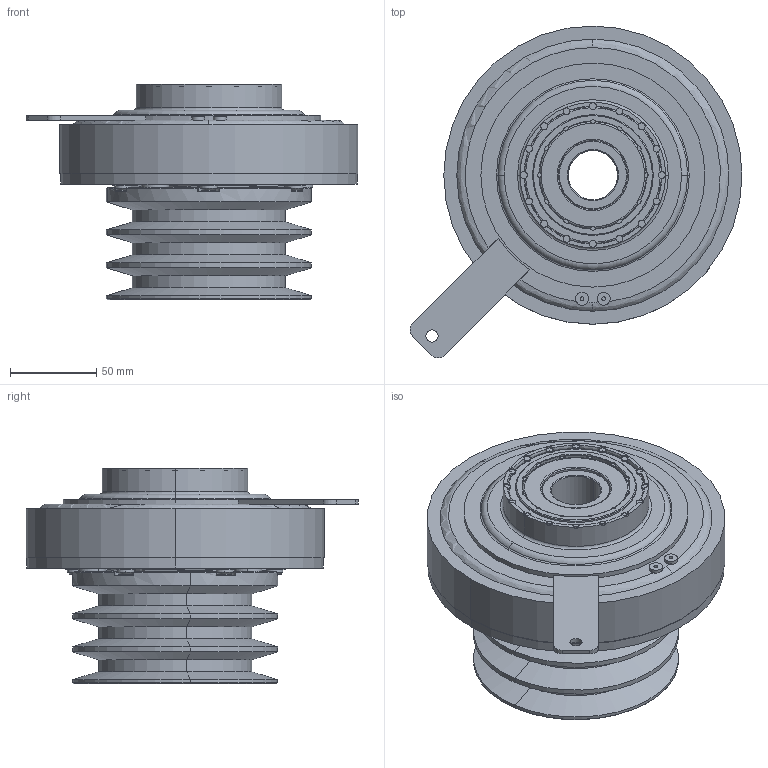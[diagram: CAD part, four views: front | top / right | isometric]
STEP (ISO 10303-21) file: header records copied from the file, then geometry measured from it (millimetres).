
FILE_DESCRIPTION (( 'STEP AP203' ), '1' );
FILE_NAME ('53357000_GT5C-B03_電磁クラッチ.STEP', '2015-07-16T01:44:50', ( '' ), ( '' ), 'SwSTEP 2.0', 'SolidWorks 2014', '' );
FILE_SCHEMA (( 'CONFIG_CONTROL_DESIGN' ));
Length unit declared in the file: millimetre
Products named in the file (2): 53357000_00_GT5C-B03_電磁クラッチ; 53357000_GT5C-B03_電磁クラッチ
Assembly tree (1 placements, depth 2):
  53357000_GT5C-B03_電磁クラッチ
    53357000_00_GT5C-B03_電磁クラッチ
Bounding box: 192.6 x 192.6 x 124.95 mm (x, y, z)
Volume: 1323752 mm3; surface area: 208782 mm2
Topology: 1 solids, 26 shells, 774 faces, 1978 edges, 1223 vertices
Faces by surface type: cylinder 347, plane 268, cone 101, torus 58
Entity records: 24251 total; most frequent: DIRECTION 4641, CARTESIAN_POINT 4261, ORIENTED_EDGE 3956, EDGE_CURVE 1978, AXIS2_PLACEMENT_3D 1951, VERTEX_POINT 1223, CIRCLE 1173, EDGE_LOOP 869
